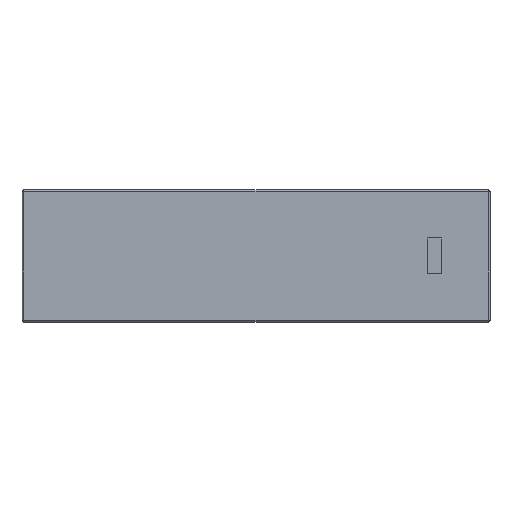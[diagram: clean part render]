
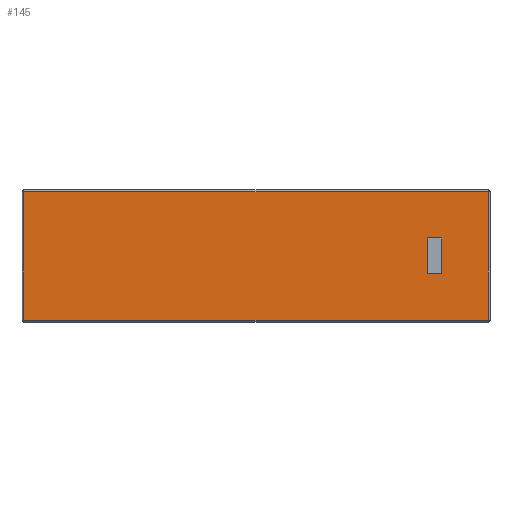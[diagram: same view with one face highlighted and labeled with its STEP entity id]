
A CAD part, top view. The second image highlights one B-rep face of the part: STEP entity #145.
In plain terms, the highlighted planar face has unit normal (0, 0, 1).
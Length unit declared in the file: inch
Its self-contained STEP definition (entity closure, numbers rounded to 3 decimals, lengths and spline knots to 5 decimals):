
#123 = EDGE_CURVE ( 'NONE', #4371, #4767, #3129, .T. ) ;
#145 = ADVANCED_FACE ( 'NONE', ( #4136, #2705 ), #1410, .T. ) ;
#174 = AXIS2_PLACEMENT_3D ( 'NONE', #1351, #3199, #3258 ) ;
#204 = EDGE_CURVE ( 'NONE', #5843, #4371, #4336, .T. ) ;
#209 = VECTOR ( 'NONE', #5686, 39.37008 ) ;
#365 = ORIENTED_EDGE ( 'NONE', *, *, #5935, .F. ) ;
#462 = VECTOR ( 'NONE', #3917, 39.37008 ) ;
#509 = ORIENTED_EDGE ( 'NONE', *, *, #204, .T. ) ;
#613 = EDGE_CURVE ( 'NONE', #4340, #1323, #3400, .T. ) ;
#634 = EDGE_CURVE ( 'NONE', #4767, #4465, #668, .T. ) ;
#668 = LINE ( 'NONE', #5328, #4013 ) ;
#1072 = DIRECTION ( 'NONE',  ( 0., -1., 0. ) ) ;
#1177 = DIRECTION ( 'NONE',  ( 1., 0., 0. ) ) ;
#1275 = VECTOR ( 'NONE', #4569, 39.37008 ) ;
#1323 = VERTEX_POINT ( 'NONE', #3988 ) ;
#1335 = CARTESIAN_POINT ( 'NONE',  ( 1.7875, 0.1875, 0.15625 ) ) ;
#1351 = CARTESIAN_POINT ( 'NONE',  ( 0., 0., 0.15625 ) ) ;
#1394 = CARTESIAN_POINT ( 'NONE',  ( -2.41781, 0.66781, 0.15625 ) ) ;
#1410 = PLANE ( 'NONE',  #174 ) ;
#1437 = VECTOR ( 'NONE', #1072, 39.37008 ) ;
#1652 = CARTESIAN_POINT ( 'NONE',  ( 2.41781, -0.66781, 0.15625 ) ) ;
#1700 = EDGE_LOOP ( 'NONE', ( #2497, #509, #3664, #2908 ) ) ;
#1769 = CARTESIAN_POINT ( 'NONE',  ( 2.4375, -0.66781, 0.15625 ) ) ;
#1877 = VERTEX_POINT ( 'NONE', #5181 ) ;
#1964 = LINE ( 'NONE', #4746, #209 ) ;
#2409 = CARTESIAN_POINT ( 'NONE',  ( -2.41781, -0.66781, 0.15625 ) ) ;
#2470 = CARTESIAN_POINT ( 'NONE',  ( -2.4375, 0.66781, 0.15625 ) ) ;
#2489 = EDGE_LOOP ( 'NONE', ( #4643, #3566, #3947, #365 ) ) ;
#2497 = ORIENTED_EDGE ( 'NONE', *, *, #3492, .T. ) ;
#2698 = DIRECTION ( 'NONE',  ( 1., 0., 0. ) ) ;
#2705 = FACE_BOUND ( 'NONE', #2489, .T. ) ;
#2796 = VECTOR ( 'NONE', #2698, 39.37008 ) ;
#2908 = ORIENTED_EDGE ( 'NONE', *, *, #634, .T. ) ;
#2916 = VERTEX_POINT ( 'NONE', #4102 ) ;
#2920 = CARTESIAN_POINT ( 'NONE',  ( 2.41781, 0.66781, 0.15625 ) ) ;
#3034 = DIRECTION ( 'NONE',  ( 0., 1., 0. ) ) ;
#3050 = EDGE_CURVE ( 'NONE', #1323, #1877, #1964, .T. ) ;
#3072 = DIRECTION ( 'NONE',  ( 0., -1., 0. ) ) ;
#3086 = VECTOR ( 'NONE', #3072, 39.37008 ) ;
#3129 = LINE ( 'NONE', #1769, #2796 ) ;
#3199 = DIRECTION ( 'NONE',  ( 0., 0., 1. ) ) ;
#3258 = DIRECTION ( 'NONE',  ( 1., 0., 0. ) ) ;
#3400 = LINE ( 'NONE', #4810, #4213 ) ;
#3438 = EDGE_CURVE ( 'NONE', #2916, #4340, #5763, .T. ) ;
#3492 = EDGE_CURVE ( 'NONE', #4465, #5843, #5275, .T. ) ;
#3566 = ORIENTED_EDGE ( 'NONE', *, *, #613, .F. ) ;
#3664 = ORIENTED_EDGE ( 'NONE', *, *, #123, .T. ) ;
#3917 = DIRECTION ( 'NONE',  ( -1., 0., 0. ) ) ;
#3947 = ORIENTED_EDGE ( 'NONE', *, *, #3438, .F. ) ;
#3988 = CARTESIAN_POINT ( 'NONE',  ( 1.9375, -0.1875, 0.15625 ) ) ;
#4013 = VECTOR ( 'NONE', #3034, 39.37008 ) ;
#4102 = CARTESIAN_POINT ( 'NONE',  ( 1.7875, 0.1875, 0.15625 ) ) ;
#4136 = FACE_OUTER_BOUND ( 'NONE', #1700, .T. ) ;
#4213 = VECTOR ( 'NONE', #1177, 39.37008 ) ;
#4336 = LINE ( 'NONE', #5794, #3086 ) ;
#4340 = VERTEX_POINT ( 'NONE', #4613 ) ;
#4371 = VERTEX_POINT ( 'NONE', #2409 ) ;
#4465 = VERTEX_POINT ( 'NONE', #2920 ) ;
#4569 = DIRECTION ( 'NONE',  ( -1., 0., 0. ) ) ;
#4613 = CARTESIAN_POINT ( 'NONE',  ( 1.7875, -0.1875, 0.15625 ) ) ;
#4643 = ORIENTED_EDGE ( 'NONE', *, *, #3050, .F. ) ;
#4746 = CARTESIAN_POINT ( 'NONE',  ( 1.9375, 0.1875, 0.15625 ) ) ;
#4767 = VERTEX_POINT ( 'NONE', #1652 ) ;
#4810 = CARTESIAN_POINT ( 'NONE',  ( 1.7875, -0.1875, 0.15625 ) ) ;
#5181 = CARTESIAN_POINT ( 'NONE',  ( 1.9375, 0.1875, 0.15625 ) ) ;
#5275 = LINE ( 'NONE', #2470, #462 ) ;
#5306 = CARTESIAN_POINT ( 'NONE',  ( 1.7875, 0.1875, 0.15625 ) ) ;
#5328 = CARTESIAN_POINT ( 'NONE',  ( 2.41781, 0.6875, 0.15625 ) ) ;
#5476 = LINE ( 'NONE', #1335, #1275 ) ;
#5686 = DIRECTION ( 'NONE',  ( 0., 1., 0. ) ) ;
#5763 = LINE ( 'NONE', #5306, #1437 ) ;
#5794 = CARTESIAN_POINT ( 'NONE',  ( -2.41781, -0.6875, 0.15625 ) ) ;
#5843 = VERTEX_POINT ( 'NONE', #1394 ) ;
#5935 = EDGE_CURVE ( 'NONE', #1877, #2916, #5476, .T. ) ;
